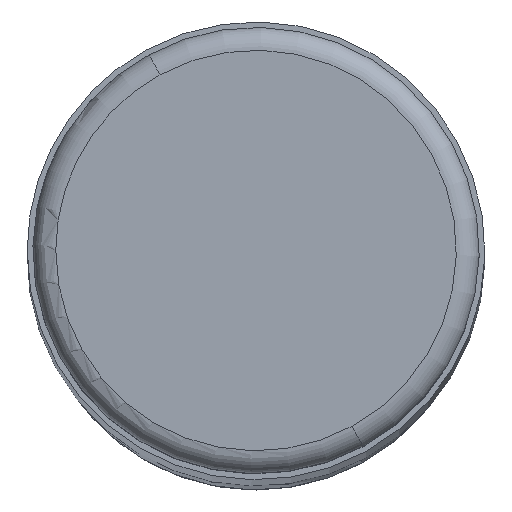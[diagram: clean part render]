
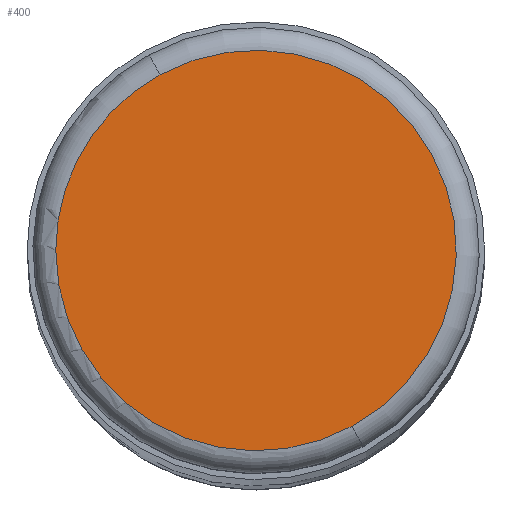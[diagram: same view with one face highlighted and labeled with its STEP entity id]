
A CAD part, top view. The second image highlights one B-rep face of the part: STEP entity #400.
In plain terms, the highlighted planar face has unit normal (0, 0, 1).
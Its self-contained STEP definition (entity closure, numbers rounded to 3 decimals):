
#119=CARTESIAN_POINT('',(0.,0.,220.));
#120=DIRECTION('',(0.,0.,1.));
#121=DIRECTION('',(0.479,-0.878,0.));
#122=AXIS2_PLACEMENT_3D('',#119,#120,#121);
#127=CARTESIAN_POINT('',(0.,0.,220.));
#128=DIRECTION('',(0.,0.,1.));
#129=DIRECTION('',(-1.,0.,0.));
#130=AXIS2_PLACEMENT_3D('',#127,#128,#129);
#135=CARTESIAN_POINT('',(0.,0.,220.));
#136=DIRECTION('',(0.,0.,1.));
#137=DIRECTION('',(-0.479,0.878,0.));
#138=AXIS2_PLACEMENT_3D('',#135,#136,#137);
#349=CARTESIAN_POINT('',(2.097,-3.839,220.));
#350=CARTESIAN_POINT('',(-2.097,3.839,220.));
#351=VERTEX_POINT('',#349);
#352=VERTEX_POINT('',#350);
#353=CARTESIAN_POINT('',(-4.375,0.,220.));
#354=VERTEX_POINT('',#353);
#387=CARTESIAN_POINT('',(0.,-4.375,220.));
#388=DIRECTION('',(0.,0.,1.));
#389=DIRECTION('',(0.,1.,0.));
#390=AXIS2_PLACEMENT_3D('',#387,#388,#389);
#391=PLANE('',#390);
#393=ORIENTED_EDGE('',*,*,#392,.F.);
#395=ORIENTED_EDGE('',*,*,#394,.F.);
#397=ORIENTED_EDGE('',*,*,#396,.F.);
#398=EDGE_LOOP('',(#393,#395,#397));
#399=FACE_OUTER_BOUND('',#398,.F.);
#400=ADVANCED_FACE('',(#399),#391,.T.);
#123=CIRCLE('',#122,4.375);
#131=CIRCLE('',#130,4.375);
#139=CIRCLE('',#138,4.375);
#392=EDGE_CURVE('',#351,#352,#123,.T.);
#394=EDGE_CURVE('',#354,#351,#131,.T.);
#396=EDGE_CURVE('',#352,#354,#139,.T.);
